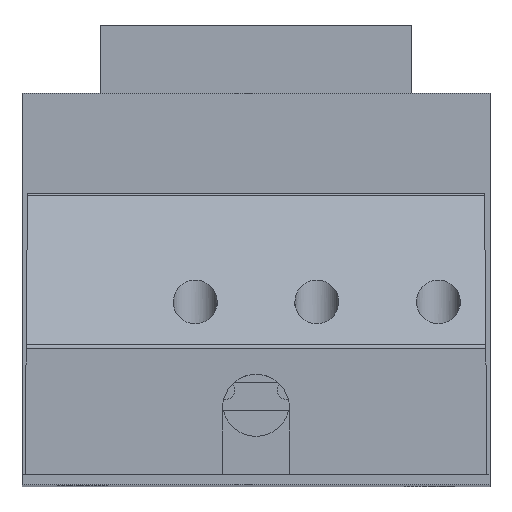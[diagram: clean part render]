
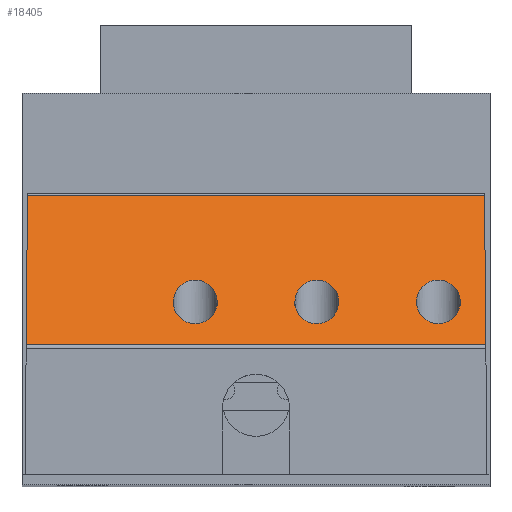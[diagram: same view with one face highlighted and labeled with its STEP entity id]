
A CAD part, top view. The second image highlights one B-rep face of the part: STEP entity #18405.
In plain terms, the highlighted planar face has unit normal (0, 0.707, 0.707).
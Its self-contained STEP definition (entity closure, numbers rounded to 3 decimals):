
#203 = EDGE_CURVE ( 'NONE', #26842, #13343, #28826, .T. ) ;
#760 = LINE ( 'NONE', #1107, #853 ) ;
#853 = VECTOR ( 'NONE', #29058, 1000. ) ;
#1107 = CARTESIAN_POINT ( 'NONE',  ( 37.745, -9.544, 74.376 ) ) ;
#1504 = CARTESIAN_POINT ( 'NONE',  ( 38., -17.373, 82.205 ) ) ;
#1752 = PLANE ( 'NONE',  #2545 ) ;
#2087 = CARTESIAN_POINT ( 'NONE',  ( 13.6, -10.321, 75.153 ) ) ;
#2143 = FACE_BOUND ( 'NONE', #10751, .T. ) ;
#2330 = DIRECTION ( 'NONE',  ( 0., 0.707, -0.707 ) ) ;
#2508 = CARTESIAN_POINT ( 'NONE',  ( 38., 7.257, 57.575 ) ) ;
#2545 = AXIS2_PLACEMENT_3D ( 'NONE', #13386, #5296, #2330 ) ;
#3662 = CARTESIAN_POINT ( 'NONE',  ( -37.599, 7.257, 57.575 ) ) ;
#4025 = VERTEX_POINT ( 'NONE', #24451 ) ;
#5115 = DIRECTION ( 'NONE',  ( -1., 0., 0. ) ) ;
#5296 = DIRECTION ( 'NONE',  ( 0., -0.707, -0.707 ) ) ;
#5480 = ORIENTED_EDGE ( 'NONE', *, *, #21679, .T. ) ;
#5635 = CARTESIAN_POINT ( 'NONE',  ( 6.4, -17.521, 82.353 ) ) ;
#6637 = VERTEX_POINT ( 'NONE', #22762 ) ;
#7182 = CARTESIAN_POINT ( 'NONE',  ( -6.4, -17.521, 82.353 ) ) ;
#7743 = VERTEX_POINT ( 'NONE', #29501 ) ;
#7912 = ORIENTED_EDGE ( 'NONE', *, *, #11667, .T. ) ;
#8113 = EDGE_LOOP ( 'NONE', ( #14613, #7912 ) ) ;
#8160 = EDGE_CURVE ( 'NONE', #4025, #31183, #15942, .T. ) ;
#8422 = CARTESIAN_POINT ( 'NONE',  ( 13.6, -10.321, 75.153 ) ) ;
#9256 =( BOUNDED_CURVE ( )  B_SPLINE_CURVE ( 3, ( #10352, #7182, #30222, #18579 ),
 .UNSPECIFIED., .F., .F. ) 
 B_SPLINE_CURVE_WITH_KNOTS ( ( 4, 4 ),
 ( 1.571, 4.712 ),
 .UNSPECIFIED. ) 
 CURVE ( )  GEOMETRIC_REPRESENTATION_ITEM ( )  RATIONAL_B_SPLINE_CURVE ( ( 1., 0.333, 0.333, 1. ) ) 
 REPRESENTATION_ITEM ( '' )  );
#10352 = CARTESIAN_POINT ( 'NONE',  ( -6.4, -10.321, 75.153 ) ) ;
#10637 = CARTESIAN_POINT ( 'NONE',  ( 33.6, -10.321, 75.153 ) ) ;
#10670 = CARTESIAN_POINT ( 'NONE',  ( 6.4, -10.321, 75.153 ) ) ;
#10739 = DIRECTION ( 'NONE',  ( -0.006, -0.707, 0.707 ) ) ;
#10751 = EDGE_LOOP ( 'NONE', ( #11168, #32539 ) ) ;
#11168 = ORIENTED_EDGE ( 'NONE', *, *, #203, .T. ) ;
#11334 = CARTESIAN_POINT ( 'NONE',  ( 33.6, -17.521, 82.353 ) ) ;
#11667 = EDGE_CURVE ( 'NONE', #34773, #6637, #21349, .T. ) ;
#11765 = EDGE_CURVE ( 'NONE', #6637, #34773, #14515, .T. ) ;
#13343 = VERTEX_POINT ( 'NONE', #26838 ) ;
#13386 = CARTESIAN_POINT ( 'NONE',  ( 38., -17.373, 82.205 ) ) ;
#14040 = EDGE_CURVE ( 'NONE', #19078, #31183, #21600, .T. ) ;
#14157 = EDGE_LOOP ( 'NONE', ( #33084, #27574, #26268, #19315 ) ) ;
#14515 =( BOUNDED_CURVE ( )  B_SPLINE_CURVE ( 3, ( #8422, #31243, #5635, #28468 ),
 .UNSPECIFIED., .F., .F. ) 
 B_SPLINE_CURVE_WITH_KNOTS ( ( 4, 4 ),
 ( 1.571, 4.712 ),
 .UNSPECIFIED. ) 
 CURVE ( )  GEOMETRIC_REPRESENTATION_ITEM ( )  RATIONAL_B_SPLINE_CURVE ( ( 1., 0.333, 0.333, 1. ) ) 
 REPRESENTATION_ITEM ( '' )  );
#14613 = ORIENTED_EDGE ( 'NONE', *, *, #11765, .T. ) ;
#15295 = VECTOR ( 'NONE', #5115, 1000. ) ;
#15942 = LINE ( 'NONE', #1504, #25488 ) ;
#16811 = CARTESIAN_POINT ( 'NONE',  ( 26.4, -17.521, 82.353 ) ) ;
#17141 = CARTESIAN_POINT ( 'NONE',  ( -13.6, -3.121, 67.953 ) ) ;
#17651 = CARTESIAN_POINT ( 'NONE',  ( 37.599, 7.257, 57.575 ) ) ;
#18405 = ADVANCED_FACE ( 'NONE', ( #27611, #30931, #2143, #18950 ), #1752, .F. ) ;
#18579 = CARTESIAN_POINT ( 'NONE',  ( -13.6, -10.321, 75.153 ) ) ;
#18946 = VECTOR ( 'NONE', #10739, 1000. ) ;
#18950 = FACE_OUTER_BOUND ( 'NONE', #14157, .T. ) ;
#19078 = VERTEX_POINT ( 'NONE', #3662 ) ;
#19315 = ORIENTED_EDGE ( 'NONE', *, *, #32165, .T. ) ;
#19333 = CARTESIAN_POINT ( 'NONE',  ( 33.6, -10.321, 75.153 ) ) ;
#19446 = CARTESIAN_POINT ( 'NONE',  ( 6.4, -3.121, 67.953 ) ) ;
#19678 = VERTEX_POINT ( 'NONE', #17651 ) ;
#21349 =( BOUNDED_CURVE ( )  B_SPLINE_CURVE ( 3, ( #10670, #19446, #36749, #2087 ),
 .UNSPECIFIED., .F., .F. ) 
 B_SPLINE_CURVE_WITH_KNOTS ( ( 4, 4 ),
 ( 4.712, 7.854 ),
 .UNSPECIFIED. ) 
 CURVE ( )  GEOMETRIC_REPRESENTATION_ITEM ( )  RATIONAL_B_SPLINE_CURVE ( ( 1., 0.333, 0.333, 1. ) ) 
 REPRESENTATION_ITEM ( '' )  );
#21600 = LINE ( 'NONE', #22154, #18946 ) ;
#21679 = EDGE_CURVE ( 'NONE', #7743, #21969, #30971, .T. ) ;
#21695 = CARTESIAN_POINT ( 'NONE',  ( 33.6, -3.121, 67.953 ) ) ;
#21969 = VERTEX_POINT ( 'NONE', #25111 ) ;
#22147 = CARTESIAN_POINT ( 'NONE',  ( -6.4, -3.121, 67.953 ) ) ;
#22154 = CARTESIAN_POINT ( 'NONE',  ( -37.745, -9.544, 74.376 ) ) ;
#22762 = CARTESIAN_POINT ( 'NONE',  ( 13.6, -10.321, 75.153 ) ) ;
#24164 = DIRECTION ( 'NONE',  ( -1., 0., 0. ) ) ;
#24379 = EDGE_CURVE ( 'NONE', #13343, #26842, #35072, .T. ) ;
#24451 = CARTESIAN_POINT ( 'NONE',  ( 37.813, -17.373, 82.205 ) ) ;
#25111 = CARTESIAN_POINT ( 'NONE',  ( -6.4, -10.321, 75.153 ) ) ;
#25353 = CARTESIAN_POINT ( 'NONE',  ( -13.6, -10.321, 75.153 ) ) ;
#25488 = VECTOR ( 'NONE', #24164, 1000. ) ;
#26057 = EDGE_LOOP ( 'NONE', ( #28937, #5480 ) ) ;
#26268 = ORIENTED_EDGE ( 'NONE', *, *, #30251, .F. ) ;
#26838 = CARTESIAN_POINT ( 'NONE',  ( 26.4, -10.321, 75.153 ) ) ;
#26842 = VERTEX_POINT ( 'NONE', #19333 ) ;
#27325 = CARTESIAN_POINT ( 'NONE',  ( 26.4, -10.321, 75.153 ) ) ;
#27574 = ORIENTED_EDGE ( 'NONE', *, *, #8160, .F. ) ;
#27611 = FACE_BOUND ( 'NONE', #26057, .T. ) ;
#28223 = CARTESIAN_POINT ( 'NONE',  ( 33.6, -10.321, 75.153 ) ) ;
#28468 = CARTESIAN_POINT ( 'NONE',  ( 6.4, -10.321, 75.153 ) ) ;
#28826 =( BOUNDED_CURVE ( )  B_SPLINE_CURVE ( 3, ( #28223, #11334, #16811, #36692 ),
 .UNSPECIFIED., .F., .F. ) 
 B_SPLINE_CURVE_WITH_KNOTS ( ( 4, 4 ),
 ( 1.571, 4.712 ),
 .UNSPECIFIED. ) 
 CURVE ( )  GEOMETRIC_REPRESENTATION_ITEM ( )  RATIONAL_B_SPLINE_CURVE ( ( 1., 0.333, 0.333, 1. ) ) 
 REPRESENTATION_ITEM ( '' )  );
#28937 = ORIENTED_EDGE ( 'NONE', *, *, #34604, .T. ) ;
#29058 = DIRECTION ( 'NONE',  ( 0.006, -0.707, 0.707 ) ) ;
#29501 = CARTESIAN_POINT ( 'NONE',  ( -13.6, -10.321, 75.153 ) ) ;
#30222 = CARTESIAN_POINT ( 'NONE',  ( -13.6, -17.521, 82.353 ) ) ;
#30251 = EDGE_CURVE ( 'NONE', #19678, #4025, #760, .T. ) ;
#30931 = FACE_BOUND ( 'NONE', #8113, .T. ) ;
#30971 =( BOUNDED_CURVE ( )  B_SPLINE_CURVE ( 3, ( #25353, #17141, #22147, #36436 ),
 .UNSPECIFIED., .F., .F. ) 
 B_SPLINE_CURVE_WITH_KNOTS ( ( 4, 4 ),
 ( 4.712, 7.854 ),
 .UNSPECIFIED. ) 
 CURVE ( )  GEOMETRIC_REPRESENTATION_ITEM ( )  RATIONAL_B_SPLINE_CURVE ( ( 1., 0.333, 0.333, 1. ) ) 
 REPRESENTATION_ITEM ( '' )  );
#31183 = VERTEX_POINT ( 'NONE', #31439 ) ;
#31243 = CARTESIAN_POINT ( 'NONE',  ( 13.6, -17.521, 82.353 ) ) ;
#31439 = CARTESIAN_POINT ( 'NONE',  ( -37.813, -17.373, 82.205 ) ) ;
#32165 = EDGE_CURVE ( 'NONE', #19678, #19078, #33586, .T. ) ;
#32343 = CARTESIAN_POINT ( 'NONE',  ( 6.4, -10.321, 75.153 ) ) ;
#32539 = ORIENTED_EDGE ( 'NONE', *, *, #24379, .T. ) ;
#33084 = ORIENTED_EDGE ( 'NONE', *, *, #14040, .T. ) ;
#33586 = LINE ( 'NONE', #2508, #15295 ) ;
#34604 = EDGE_CURVE ( 'NONE', #21969, #7743, #9256, .T. ) ;
#34773 = VERTEX_POINT ( 'NONE', #32343 ) ;
#35072 =( BOUNDED_CURVE ( )  B_SPLINE_CURVE ( 3, ( #27325, #36524, #21695, #10637 ),
 .UNSPECIFIED., .F., .F. ) 
 B_SPLINE_CURVE_WITH_KNOTS ( ( 4, 4 ),
 ( 4.712, 7.854 ),
 .UNSPECIFIED. ) 
 CURVE ( )  GEOMETRIC_REPRESENTATION_ITEM ( )  RATIONAL_B_SPLINE_CURVE ( ( 1., 0.333, 0.333, 1. ) ) 
 REPRESENTATION_ITEM ( '' )  );
#36436 = CARTESIAN_POINT ( 'NONE',  ( -6.4, -10.321, 75.153 ) ) ;
#36524 = CARTESIAN_POINT ( 'NONE',  ( 26.4, -3.121, 67.953 ) ) ;
#36692 = CARTESIAN_POINT ( 'NONE',  ( 26.4, -10.321, 75.153 ) ) ;
#36749 = CARTESIAN_POINT ( 'NONE',  ( 13.6, -3.121, 67.953 ) ) ;
